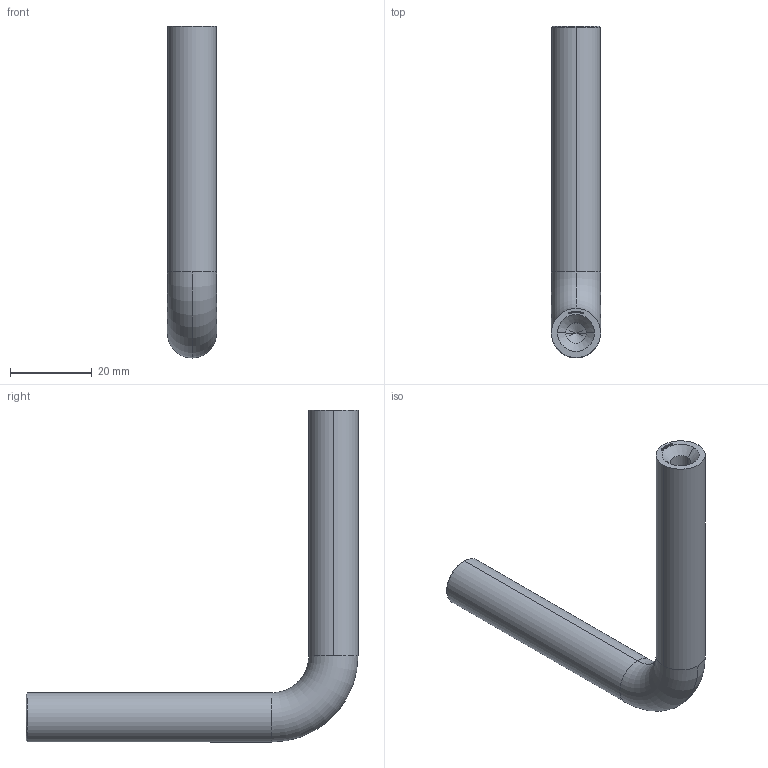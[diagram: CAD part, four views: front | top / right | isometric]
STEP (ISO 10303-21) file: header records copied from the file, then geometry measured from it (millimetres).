
FILE_DESCRIPTION (( 'STEP AP203' ), '1' );
FILE_NAME ('50247-240.STEP', '2020-09-23T10:52:05', ( '' ), ( '' ), 'SwSTEP 2.0', 'SolidWorks 2018', '' );
FILE_SCHEMA (( 'CONFIG_CONTROL_DESIGN' ));
Length unit declared in the file: millimetre
Products named in the file (2): 50247-240
Bounding box: 12 x 81 x 81 mm (x, y, z)
Volume: 15753.2 mm3; surface area: 5969.2 mm2
Topology: 1 solids, 1 shells, 234 faces, 616 edges, 407 vertices
Faces by surface type: plane 134, bspline 86, cone 6, cylinder 6, torus 2
Entity records: 12205 total; most frequent: CARTESIAN_POINT 6847, ORIENTED_EDGE 1228, DIRECTION 762, EDGE_CURVE 614, VECTOR 422, LINE 422, VERTEX_POINT 407, EDGE_LOOP 259
